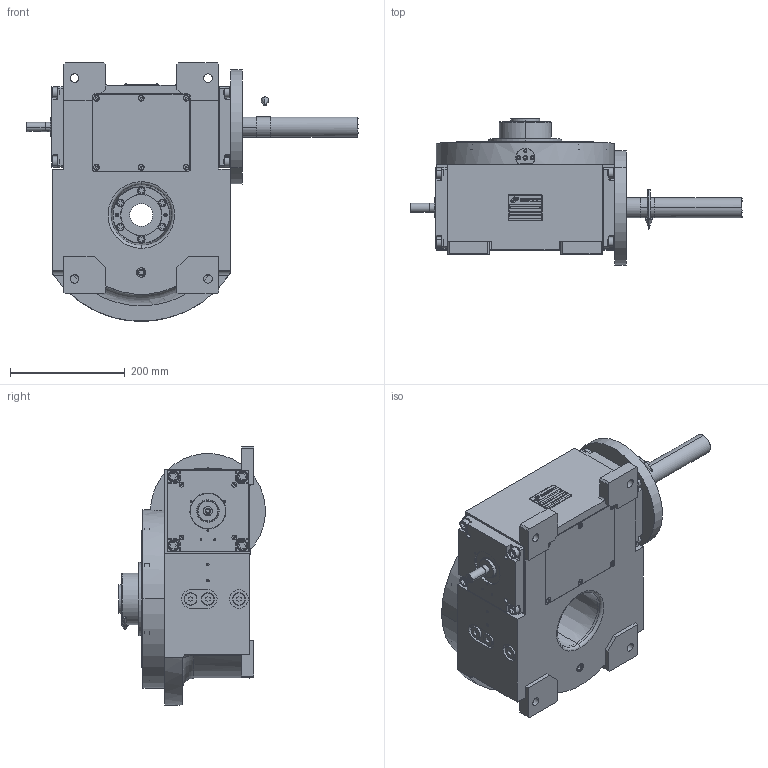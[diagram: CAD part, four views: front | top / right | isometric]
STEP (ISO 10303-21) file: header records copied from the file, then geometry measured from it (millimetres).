
FILE_DESCRIPTION (( 'STEP AP214' ), '1' );
FILE_NAME ('PC5200414.step', '2024-06-26T07:51:10', ( '' ), ( '' ), 'SwSTEP 2.0', 'SolidWorks 2020', '' );
FILE_SCHEMA (( 'AUTOMOTIVE_DESIGN' ));
Length unit declared in the file: millimetre
Products named in the file (87): cfn2000_01_081; cfn2476_01_002_60x46; cfn2003_01_054; cfn2000_01_126; cfn2001_02_002; rig09_004; AS_cfn2476_01_002_60x46; CFN2000_01_185.stp; cfn2128_19_002; cfn2104_01_018; cfn2276_01_056; rig09_014; olio_agip_blasia_150; RIG09_005_AF0.stp; cfn2205_01_015; CFN2223_02_004.stp; RIG09_021_AF0.stp; cfn2000_01_099; 900_38_30_003; AS_rig09_016; CFN2155_01_195.stp; cfn2070_05_009; cfn2128_04_002; cfn2104_01_005; AS_rig09_004; rig09_016; cfn2107_01_001; cfn2151_01_167; CFN2104_02_018.stp; AS_rig09_010_s_006; rig09_007_master; AS_rig09_014; CFN2010_01_020.stp; freccia_angolare; cfn2155_01_095; rig09_002_s_022; AS_rig09_071_6_m; CFN2010_02_002.stp; AS_rig09_002_s_022; RIG09_005_ASM.stp ...
Assembly tree (78 placements, depth 5):
  cfn2276_01_056
  olio_agip_blasia_150
  cfn2205_01_015
  CFN2223_02_004.stp
  cfn2151_01_167
Bounding box: 577.5 x 254.62 x 450 mm (x, y, z)
Volume: 5704993.5 mm3; surface area: 1346583.4 mm2
Topology: 68 solids, 68 shells, 2129 faces, 5224 edges, 3347 vertices
Faces by surface type: plane 1075, cylinder 687, cone 334, torus 27, sphere 4, bspline 2
Entity records: 65950 total; most frequent: CARTESIAN_POINT 13852, DIRECTION 10387, ORIENTED_EDGE 9848, EDGE_CURVE 4924, AXIS2_PLACEMENT_3D 3605, VERTEX_POINT 3202, LINE 3177, VECTOR 3177
